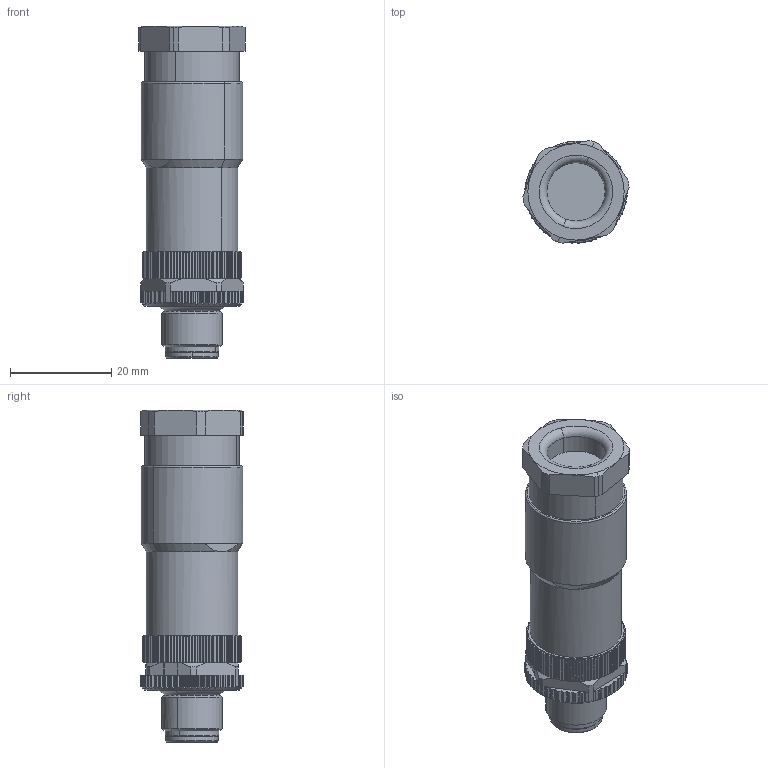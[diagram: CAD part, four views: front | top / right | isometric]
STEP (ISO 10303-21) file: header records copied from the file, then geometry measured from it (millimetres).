
FILE_DESCRIPTION(('CATIA V5 STEP Exchange','CAx-IF Rec.Pracs.--- Model Styling and Organization---1.4--- 2014-01-23'),'2;1');
FILE_NAME ('D1451715_1', '2020-09-15T09:17:46+00:00', ('none'), ('Weidmueller'), 'CATIA Version 5-6 Release 2016 SP3 HF44', 'CATIA V5 STEP AP214', 'none');
FILE_SCHEMA(('AUTOMOTIVE_DESIGN { 1 0 10303 214 1 1 1 1 }'));
Length unit declared in the file: millimetre
Products named in the file (1): 1391970000
Bounding box: 20.91 x 20.26 x 65.5 mm (x, y, z)
Volume: 16086.6 mm3; surface area: 6602.2 mm2
Topology: 10 solids, 10 shells, 822 faces, 2295 edges, 1491 vertices
Faces by surface type: plane 378, cylinder 358, torus 36, cone 28, sphere 22
Entity records: 27724 total; most frequent: CARTESIAN_POINT 8458, ORIENTED_EDGE 4540, DIRECTION 3078, EDGE_CURVE 2257, VERTEX_POINT 1474, AXIS2_PLACEMENT_3D 1235, VECTOR 1063, LINE 1063
